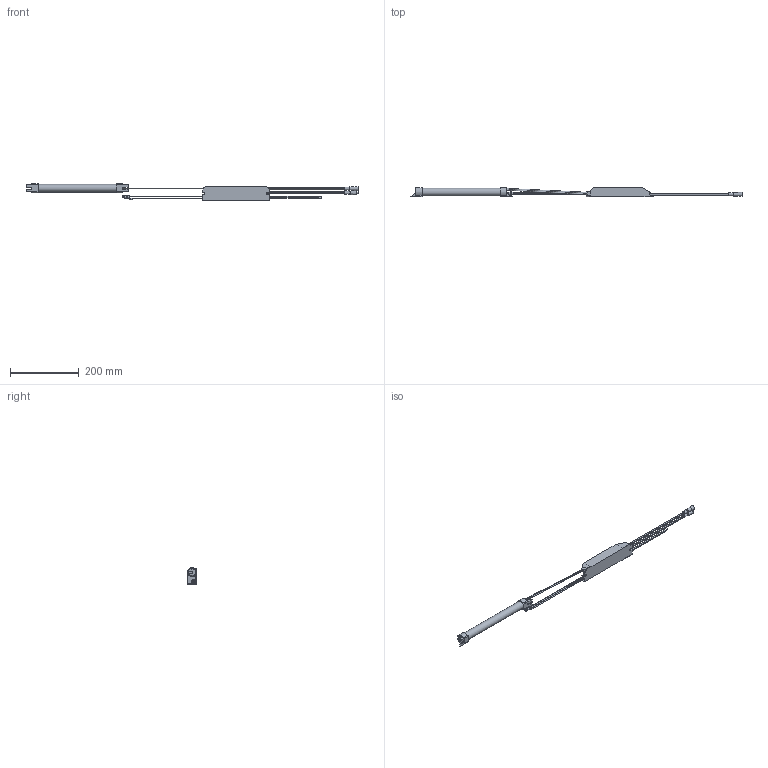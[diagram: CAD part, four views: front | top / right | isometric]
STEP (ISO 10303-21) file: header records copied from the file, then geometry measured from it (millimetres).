
FILE_DESCRIPTION (( 'STEP AP203' ), '1' );
FILE_NAME ('LLVPOD-EPK-80-1H Áëîê àâàðèéíîãî ïèòàíèÿ ÁÀÏ80-1,0 äëÿ LED IEK.STEP', '2018-03-14T06:14:44', ( '' ), ( '' ), 'SwSTEP 2.0', 'SolidWorks 2014', '' );
FILE_SCHEMA (( 'CONFIG_CONTROL_DESIGN' ));
Length unit declared in the file: millimetre
Products named in the file (1): LLVPOD-EPK-80-1H Áëîê àâàðèéíîãî ïèòàíèÿ ÁÀÏ80-1,0 äëÿ LED IEK
Bounding box: 964.1 x 28.5 x 48.88 mm (x, y, z)
Volume: 315541.9 mm3; surface area: 83880.4 mm2
Topology: 3 solids, 3 shells, 234 faces, 590 edges, 390 vertices
Faces by surface type: plane 176, cylinder 50, cone 5, bspline 2, torus 1
Full cylindrical faces by diameter (mm): 1.782 x1, 2 x2, 2.5 x4, 4.2 x1, 5.5 x1, 5.7 x1, 6.1 x1, 6.9 x1, 7.15 x1, 8.3 x2, 9.5 x1, 22.5 x1
Entity records: 6902 total; most frequent: CARTESIAN_POINT 1206, DIRECTION 1141, ORIENTED_EDGE 1120, EDGE_CURVE 560, LINE 445, VECTOR 445, VERTEX_POINT 385, AXIS2_PLACEMENT_3D 348
